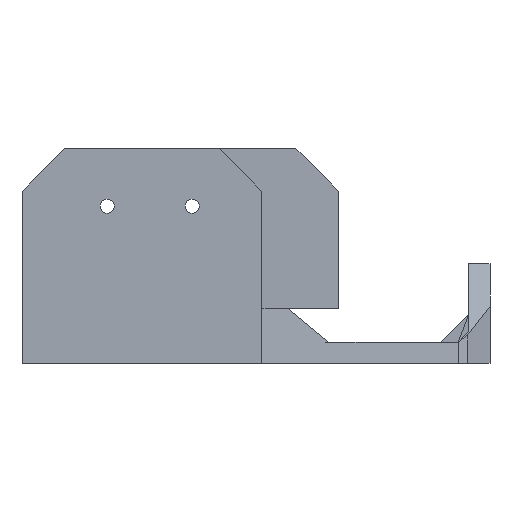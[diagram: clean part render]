
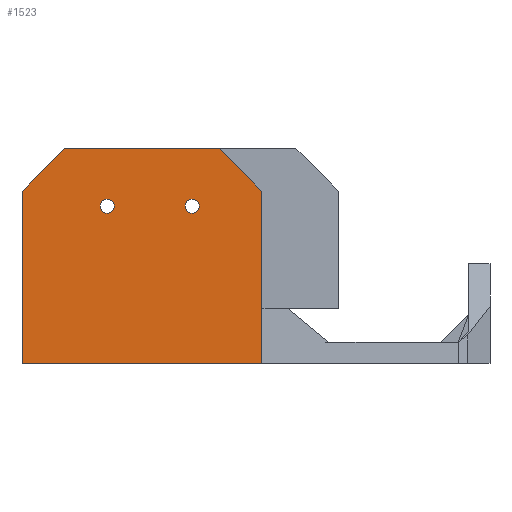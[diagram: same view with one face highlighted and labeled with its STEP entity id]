
A CAD part, front view. The second image highlights one B-rep face of the part: STEP entity #1523.
In plain terms, the highlighted planar face has unit normal (0, -1, 0).
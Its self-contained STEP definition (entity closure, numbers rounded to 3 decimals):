
#2=CARTESIAN_POINT('',(114.568,74.499,236.411));
#3=DIRECTION('',(0.,1.,0.));
#4=DIRECTION('',(-1.,0.,0.));
#5=AXIS2_PLACEMENT_3D('',#2,#3,#4);
#7=CARTESIAN_POINT('',(114.568,74.499,236.411));
#8=DIRECTION('',(0.,1.,0.));
#9=DIRECTION('',(1.,0.,0.));
#10=AXIS2_PLACEMENT_3D('',#7,#8,#9);
#12=CARTESIAN_POINT('',(134.559,74.499,236.414));
#13=DIRECTION('',(0.,1.,0.));
#14=DIRECTION('',(-1.,0.,0.));
#15=AXIS2_PLACEMENT_3D('',#12,#13,#14);
#17=CARTESIAN_POINT('',(134.559,74.499,236.414));
#18=DIRECTION('',(0.,1.,0.));
#19=DIRECTION('',(1.,0.,0.));
#20=AXIS2_PLACEMENT_3D('',#17,#18,#19);
#22=DIRECTION('',(0.,0.,-1.));
#23=VECTOR('',#22,13.);
#24=CARTESIAN_POINT('',(150.949,74.499,212.439));
#25=LINE('',#24,#23);
#26=DIRECTION('',(0.,0.,-1.));
#27=VECTOR('',#26,40.518);
#28=CARTESIAN_POINT('',(94.558,74.499,239.957));
#29=LINE('',#28,#27);
#30=DIRECTION('',(-0.707,0.,-0.707));
#31=VECTOR('',#30,14.142);
#32=CARTESIAN_POINT('',(104.558,74.499,249.957));
#33=LINE('',#32,#31);
#34=DIRECTION('',(-1.,0.,0.));
#35=VECTOR('',#34,36.391);
#36=CARTESIAN_POINT('',(140.949,74.499,249.957));
#37=LINE('',#36,#35);
#38=DIRECTION('',(0.707,0.,-0.707));
#39=VECTOR('',#38,14.142);
#40=CARTESIAN_POINT('',(140.949,74.499,249.957));
#41=LINE('',#40,#39);
#42=DIRECTION('',(0.,0.,-1.));
#43=VECTOR('',#42,27.518);
#44=CARTESIAN_POINT('',(150.949,74.499,239.957));
#45=LINE('',#44,#43);
#230=DIRECTION('',(-1.,0.,0.));
#231=VECTOR('',#230,56.391);
#232=CARTESIAN_POINT('',(150.949,74.499,199.439));
#233=LINE('',#232,#231);
#1170=CARTESIAN_POINT('',(104.558,74.499,249.957));
#1171=CARTESIAN_POINT('',(94.558,74.499,239.957));
#1172=VERTEX_POINT('',#1170);
#1173=VERTEX_POINT('',#1171);
#1174=CARTESIAN_POINT('',(94.558,74.499,199.439));
#1175=VERTEX_POINT('',#1174);
#1324=CARTESIAN_POINT('',(112.918,74.499,236.411));
#1325=CARTESIAN_POINT('',(116.218,74.499,236.411));
#1326=VERTEX_POINT('',#1324);
#1327=VERTEX_POINT('',#1325);
#1328=CARTESIAN_POINT('',(132.909,74.499,236.414));
#1329=CARTESIAN_POINT('',(136.209,74.499,236.414));
#1330=VERTEX_POINT('',#1328);
#1331=VERTEX_POINT('',#1329);
#1372=CARTESIAN_POINT('',(140.949,74.499,249.957));
#1373=CARTESIAN_POINT('',(150.949,74.499,239.957));
#1374=VERTEX_POINT('',#1372);
#1375=VERTEX_POINT('',#1373);
#1382=CARTESIAN_POINT('',(150.949,74.499,212.439));
#1383=CARTESIAN_POINT('',(150.949,74.499,199.439));
#1384=VERTEX_POINT('',#1382);
#1385=VERTEX_POINT('',#1383);
#1490=CARTESIAN_POINT('',(104.291,74.499,239.066));
#1491=DIRECTION('',(0.,-1.,0.));
#1492=DIRECTION('',(0.,0.,-1.));
#1493=AXIS2_PLACEMENT_3D('',#1490,#1491,#1492);
#1494=PLANE('',#1493);
#1496=ORIENTED_EDGE('',*,*,#1495,.T.);
#1498=ORIENTED_EDGE('',*,*,#1497,.T.);
#1500=ORIENTED_EDGE('',*,*,#1499,.F.);
#1502=ORIENTED_EDGE('',*,*,#1501,.F.);
#1504=ORIENTED_EDGE('',*,*,#1503,.F.);
#1506=ORIENTED_EDGE('',*,*,#1505,.T.);
#1508=ORIENTED_EDGE('',*,*,#1507,.T.);
#1509=EDGE_LOOP('',(#1496,#1498,#1500,#1502,#1504,#1506,#1508));
#1510=FACE_OUTER_BOUND('',#1509,.F.);
#1512=ORIENTED_EDGE('',*,*,#1511,.F.);
#1514=ORIENTED_EDGE('',*,*,#1513,.F.);
#1515=EDGE_LOOP('',(#1512,#1514));
#1516=FACE_BOUND('',#1515,.F.);
#1518=ORIENTED_EDGE('',*,*,#1517,.F.);
#1520=ORIENTED_EDGE('',*,*,#1519,.F.);
#1521=EDGE_LOOP('',(#1518,#1520));
#1522=FACE_BOUND('',#1521,.F.);
#1523=ADVANCED_FACE('',(#1510,#1516,#1522),#1494,.T.);
#6=CIRCLE('',#5,1.65);
#11=CIRCLE('',#10,1.65);
#16=CIRCLE('',#15,1.65);
#21=CIRCLE('',#20,1.65);
#1495=EDGE_CURVE('',#1384,#1385,#25,.T.);
#1497=EDGE_CURVE('',#1385,#1175,#233,.T.);
#1499=EDGE_CURVE('',#1173,#1175,#29,.T.);
#1501=EDGE_CURVE('',#1172,#1173,#33,.T.);
#1503=EDGE_CURVE('',#1374,#1172,#37,.T.);
#1505=EDGE_CURVE('',#1374,#1375,#41,.T.);
#1507=EDGE_CURVE('',#1375,#1384,#45,.T.);
#1511=EDGE_CURVE('',#1330,#1331,#16,.T.);
#1513=EDGE_CURVE('',#1331,#1330,#21,.T.);
#1517=EDGE_CURVE('',#1326,#1327,#6,.T.);
#1519=EDGE_CURVE('',#1327,#1326,#11,.T.);
